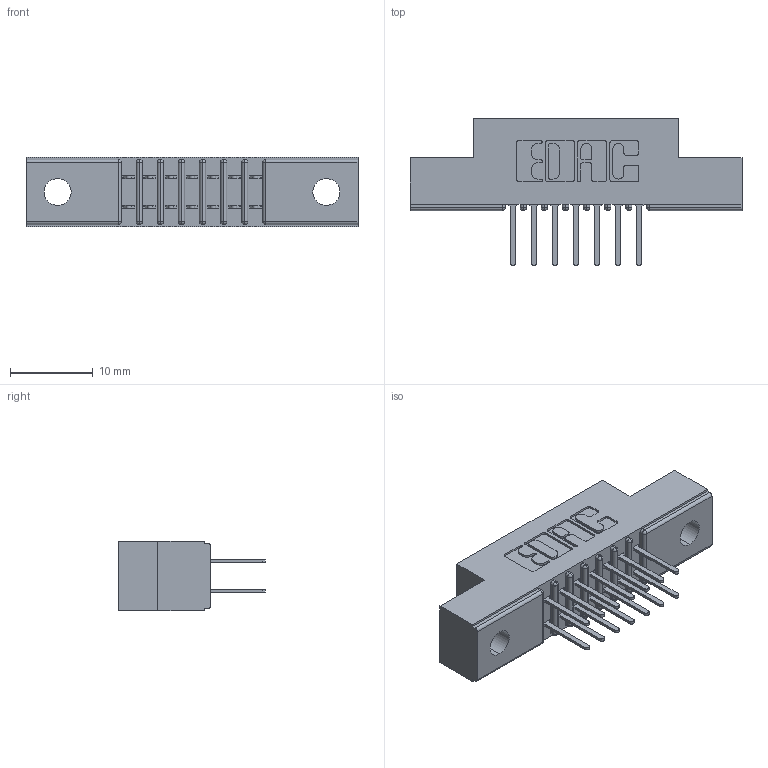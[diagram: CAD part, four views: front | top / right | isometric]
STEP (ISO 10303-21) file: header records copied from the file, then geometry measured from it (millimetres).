
FILE_DESCRIPTION (( 'STEP AP203' ), '1' );
FILE_NAME ('341-014-521-202.STEP', '2018-08-06T15:09:32', ( '' ), ( '' ), 'SwSTEP 2.0', 'SolidWorks 2016', '' );
FILE_SCHEMA (( 'CONFIG_CONTROL_DESIGN' ));
Length unit declared in the file: inch
Products named in the file (3): 341-292-001_341-292-121; 341-014-521-202; 341 Part_.128 (3.25) Dia Mounting Holes
Assembly tree (15 placements, depth 2):
  341-014-521-202
    341 Part_.128 (3.25) Dia Mounting Holes
    341-292-001_341-292-121  x14
Bounding box: 40.01 x 17.7 x 8.38 mm (x, y, z)
Volume: 2288.9 mm3; surface area: 3663.8 mm2
Topology: 15 solids, 15 shells, 1040 faces, 2997 edges, 1942 vertices
Faces by surface type: plane 628, cylinder 384, sphere 16, torus 12
Entity records: 13136 total; most frequent: CARTESIAN_POINT 2185, ORIENTED_EDGE 2166, DIRECTION 2145, EDGE_CURVE 1083, LINE 837, VECTOR 837, VERTEX_POINT 694, AXIS2_PLACEMENT_3D 654
